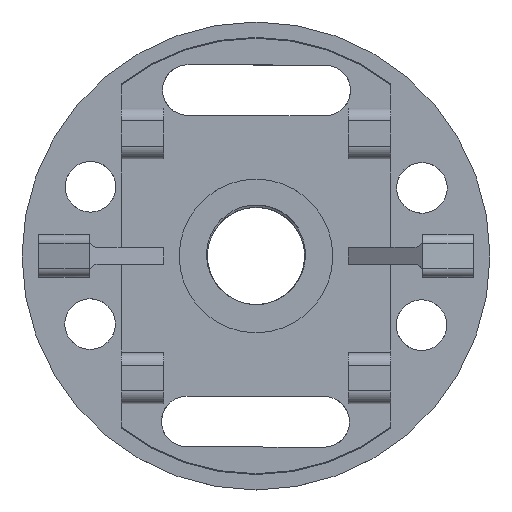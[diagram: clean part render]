
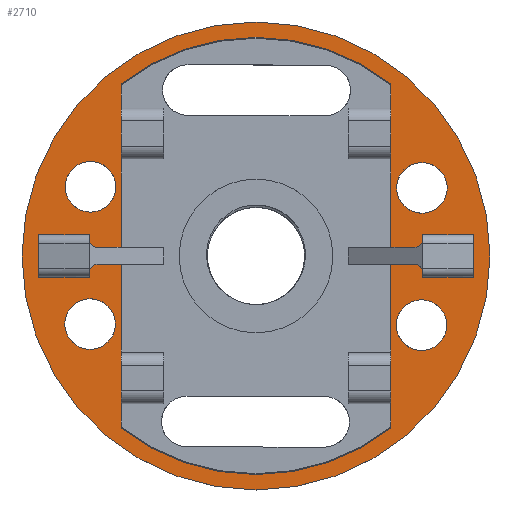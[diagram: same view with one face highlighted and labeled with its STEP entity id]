
A CAD part, top view. The second image highlights one B-rep face of the part: STEP entity #2710.
In plain terms, the highlighted planar face has unit normal (0, 0, 1).
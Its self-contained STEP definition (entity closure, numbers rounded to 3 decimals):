
#40=FACE_BOUND('',#385,.T.);
#41=FACE_BOUND('',#386,.T.);
#42=FACE_BOUND('',#387,.T.);
#43=FACE_BOUND('',#388,.T.);
#44=FACE_BOUND('',#389,.T.);
#73=PLANE('',#2967);
#226=FACE_OUTER_BOUND('',#384,.T.);
#384=EDGE_LOOP('',(#2131));
#385=EDGE_LOOP('',(#2132));
#386=EDGE_LOOP('',(#2133));
#387=EDGE_LOOP('',(#2134,#2135,#2136,#2137,#2138,#2139,#2140,#2141,#2142,
#2143,#2144,#2145,#2146,#2147,#2148,#2149,#2150,#2151,#2152,#2153,#2154,
#2155,#2156,#2157));
#388=EDGE_LOOP('',(#2158));
#389=EDGE_LOOP('',(#2159));
#523=CIRCLE('',#2877,6.);
#550=CIRCLE('',#2931,6.);
#553=CIRCLE('',#2935,6.);
#560=CIRCLE('',#2945,6.);
#568=CIRCLE('',#2968,55.45);
#569=CIRCLE('',#2969,2.);
#570=CIRCLE('',#2970,2.);
#571=CIRCLE('',#2971,51.8);
#572=CIRCLE('',#2972,2.);
#573=CIRCLE('',#2973,2.);
#574=CIRCLE('',#2974,51.8);
#759=LINE('',#5550,#951);
#760=LINE('',#5552,#952);
#761=LINE('',#5554,#953);
#762=LINE('',#5556,#954);
#763=LINE('',#5558,#955);
#764=LINE('',#5562,#956);
#765=LINE('',#5564,#957);
#766=LINE('',#5568,#958);
#767=LINE('',#5570,#959);
#768=LINE('',#5574,#960);
#769=LINE('',#5576,#961);
#770=LINE('',#5578,#962);
#771=LINE('',#5580,#963);
#772=LINE('',#5582,#964);
#773=LINE('',#5586,#965);
#774=LINE('',#5588,#966);
#775=LINE('',#5592,#967);
#776=LINE('',#5593,#968);
#951=VECTOR('',#3518,10.);
#952=VECTOR('',#3519,10.);
#953=VECTOR('',#3520,10.);
#954=VECTOR('',#3521,10.);
#955=VECTOR('',#3522,10.);
#956=VECTOR('',#3525,10.);
#957=VECTOR('',#3526,10.);
#958=VECTOR('',#3529,10.);
#959=VECTOR('',#3530,10.);
#960=VECTOR('',#3533,10.);
#961=VECTOR('',#3534,10.);
#962=VECTOR('',#3535,10.);
#963=VECTOR('',#3536,10.);
#964=VECTOR('',#3537,10.);
#965=VECTOR('',#3540,10.);
#966=VECTOR('',#3541,10.);
#967=VECTOR('',#3544,10.);
#968=VECTOR('',#3545,10.);
#1159=VERTEX_POINT('',#5001);
#1187=VERTEX_POINT('',#5195);
#1188=VERTEX_POINT('',#5201);
#1190=VERTEX_POINT('',#5215);
#1223=VERTEX_POINT('',#5544);
#1224=VERTEX_POINT('',#5546);
#1225=VERTEX_POINT('',#5547);
#1226=VERTEX_POINT('',#5549);
#1227=VERTEX_POINT('',#5551);
#1228=VERTEX_POINT('',#5553);
#1229=VERTEX_POINT('',#5555);
#1230=VERTEX_POINT('',#5557);
#1231=VERTEX_POINT('',#5559);
#1232=VERTEX_POINT('',#5561);
#1233=VERTEX_POINT('',#5563);
#1234=VERTEX_POINT('',#5565);
#1235=VERTEX_POINT('',#5567);
#1236=VERTEX_POINT('',#5569);
#1237=VERTEX_POINT('',#5571);
#1238=VERTEX_POINT('',#5573);
#1239=VERTEX_POINT('',#5575);
#1240=VERTEX_POINT('',#5577);
#1241=VERTEX_POINT('',#5579);
#1242=VERTEX_POINT('',#5581);
#1243=VERTEX_POINT('',#5583);
#1244=VERTEX_POINT('',#5585);
#1245=VERTEX_POINT('',#5587);
#1246=VERTEX_POINT('',#5589);
#1247=VERTEX_POINT('',#5591);
#1448=EDGE_CURVE('',#1159,#1159,#523,.T.);
#1509=EDGE_CURVE('',#1187,#1187,#550,.T.);
#1513=EDGE_CURVE('',#1188,#1188,#553,.T.);
#1522=EDGE_CURVE('',#1190,#1190,#560,.T.);
#1562=EDGE_CURVE('',#1223,#1223,#568,.T.);
#1563=EDGE_CURVE('',#1224,#1225,#569,.T.);
#1564=EDGE_CURVE('',#1226,#1225,#759,.T.);
#1565=EDGE_CURVE('',#1227,#1226,#760,.T.);
#1566=EDGE_CURVE('',#1228,#1227,#761,.T.);
#1567=EDGE_CURVE('',#1228,#1229,#762,.T.);
#1568=EDGE_CURVE('',#1230,#1229,#763,.T.);
#1569=EDGE_CURVE('',#1230,#1231,#570,.T.);
#1570=EDGE_CURVE('',#1231,#1232,#764,.T.);
#1571=EDGE_CURVE('',#1233,#1232,#765,.T.);
#1572=EDGE_CURVE('',#1234,#1233,#571,.T.);
#1573=EDGE_CURVE('',#1235,#1234,#766,.T.);
#1574=EDGE_CURVE('',#1235,#1236,#767,.T.);
#1575=EDGE_CURVE('',#1236,#1237,#572,.T.);
#1576=EDGE_CURVE('',#1238,#1237,#768,.T.);
#1577=EDGE_CURVE('',#1238,#1239,#769,.T.);
#1578=EDGE_CURVE('',#1240,#1239,#770,.T.);
#1579=EDGE_CURVE('',#1241,#1240,#771,.T.);
#1580=EDGE_CURVE('',#1242,#1241,#772,.T.);
#1581=EDGE_CURVE('',#1242,#1243,#573,.T.);
#1582=EDGE_CURVE('',#1243,#1244,#773,.T.);
#1583=EDGE_CURVE('',#1245,#1244,#774,.T.);
#1584=EDGE_CURVE('',#1246,#1245,#574,.T.);
#1585=EDGE_CURVE('',#1247,#1246,#775,.T.);
#1586=EDGE_CURVE('',#1247,#1224,#776,.T.);
#2131=ORIENTED_EDGE('',*,*,#1562,.F.);
#2132=ORIENTED_EDGE('',*,*,#1448,.F.);
#2133=ORIENTED_EDGE('',*,*,#1513,.F.);
#2134=ORIENTED_EDGE('',*,*,#1563,.T.);
#2135=ORIENTED_EDGE('',*,*,#1564,.F.);
#2136=ORIENTED_EDGE('',*,*,#1565,.F.);
#2137=ORIENTED_EDGE('',*,*,#1566,.F.);
#2138=ORIENTED_EDGE('',*,*,#1567,.T.);
#2139=ORIENTED_EDGE('',*,*,#1568,.F.);
#2140=ORIENTED_EDGE('',*,*,#1569,.T.);
#2141=ORIENTED_EDGE('',*,*,#1570,.T.);
#2142=ORIENTED_EDGE('',*,*,#1571,.F.);
#2143=ORIENTED_EDGE('',*,*,#1572,.F.);
#2144=ORIENTED_EDGE('',*,*,#1573,.F.);
#2145=ORIENTED_EDGE('',*,*,#1574,.T.);
#2146=ORIENTED_EDGE('',*,*,#1575,.T.);
#2147=ORIENTED_EDGE('',*,*,#1576,.F.);
#2148=ORIENTED_EDGE('',*,*,#1577,.T.);
#2149=ORIENTED_EDGE('',*,*,#1578,.F.);
#2150=ORIENTED_EDGE('',*,*,#1579,.F.);
#2151=ORIENTED_EDGE('',*,*,#1580,.F.);
#2152=ORIENTED_EDGE('',*,*,#1581,.T.);
#2153=ORIENTED_EDGE('',*,*,#1582,.T.);
#2154=ORIENTED_EDGE('',*,*,#1583,.F.);
#2155=ORIENTED_EDGE('',*,*,#1584,.F.);
#2156=ORIENTED_EDGE('',*,*,#1585,.F.);
#2157=ORIENTED_EDGE('',*,*,#1586,.T.);
#2158=ORIENTED_EDGE('',*,*,#1509,.F.);
#2159=ORIENTED_EDGE('',*,*,#1522,.F.);
#2710=ADVANCED_FACE('',(#226,#40,#41,#42,#43,#44),#73,.F.);
#2877=AXIS2_PLACEMENT_3D('',#5003,#3279,#3280);
#2931=AXIS2_PLACEMENT_3D('',#5197,#3407,#3408);
#2935=AXIS2_PLACEMENT_3D('',#5203,#3416,#3417);
#2945=AXIS2_PLACEMENT_3D('',#5217,#3438,#3439);
#2967=AXIS2_PLACEMENT_3D('',#5543,#3512,#3513);
#2968=AXIS2_PLACEMENT_3D('',#5545,#3514,#3515);
#2969=AXIS2_PLACEMENT_3D('',#5548,#3516,#3517);
#2970=AXIS2_PLACEMENT_3D('',#5560,#3523,#3524);
#2971=AXIS2_PLACEMENT_3D('',#5566,#3527,#3528);
#2972=AXIS2_PLACEMENT_3D('',#5572,#3531,#3532);
#2973=AXIS2_PLACEMENT_3D('',#5584,#3538,#3539);
#2974=AXIS2_PLACEMENT_3D('',#5590,#3542,#3543);
#3279=DIRECTION('center_axis',(0.,0.,1.));
#3280=DIRECTION('ref_axis',(-0.707,0.707,0.));
#3407=DIRECTION('center_axis',(0.,0.,1.));
#3408=DIRECTION('ref_axis',(0.,-1.,0.));
#3416=DIRECTION('center_axis',(0.,0.,1.));
#3417=DIRECTION('ref_axis',(0.707,-0.707,0.));
#3438=DIRECTION('center_axis',(0.,0.,1.));
#3439=DIRECTION('ref_axis',(0.,1.,0.));
#3512=DIRECTION('center_axis',(0.,0.,-1.));
#3513=DIRECTION('ref_axis',(-1.,0.,0.));
#3514=DIRECTION('center_axis',(0.,0.,-1.));
#3515=DIRECTION('ref_axis',(1.,0.,0.));
#3516=DIRECTION('center_axis',(0.,0.,1.));
#3517=DIRECTION('ref_axis',(0.707,-0.707,0.));
#3518=DIRECTION('',(0.,-1.,0.));
#3519=DIRECTION('',(-1.,0.,0.));
#3520=DIRECTION('',(0.,1.,0.));
#3521=DIRECTION('',(-1.,0.,0.));
#3522=DIRECTION('',(0.,-1.,0.));
#3523=DIRECTION('center_axis',(0.,0.,1.));
#3524=DIRECTION('ref_axis',(0.707,0.707,0.));
#3525=DIRECTION('',(-1.,0.,0.));
#3526=DIRECTION('',(0.,1.,0.));
#3527=DIRECTION('center_axis',(0.,0.,1.));
#3528=DIRECTION('ref_axis',(-1.,0.,0.));
#3529=DIRECTION('',(0.,-1.,0.));
#3530=DIRECTION('',(-1.,0.,0.));
#3531=DIRECTION('center_axis',(0.,0.,1.));
#3532=DIRECTION('ref_axis',(-0.707,0.707,0.));
#3533=DIRECTION('',(0.,1.,0.));
#3534=DIRECTION('',(-1.,0.,0.));
#3535=DIRECTION('',(0.,-1.,0.));
#3536=DIRECTION('',(-1.,0.,0.));
#3537=DIRECTION('',(0.,1.,0.));
#3538=DIRECTION('center_axis',(0.,0.,1.));
#3539=DIRECTION('ref_axis',(-0.707,-0.707,0.));
#3540=DIRECTION('',(1.,0.,0.));
#3541=DIRECTION('',(0.,-1.,0.));
#3542=DIRECTION('center_axis',(0.,0.,1.));
#3543=DIRECTION('ref_axis',(-1.,0.,0.));
#3544=DIRECTION('',(0.,1.,0.));
#3545=DIRECTION('',(1.,0.,0.));
#5001=CARTESIAN_POINT('',(213.556,-88.095,6.));
#5003=CARTESIAN_POINT('Origin',(209.313,-83.853,6.));
#5195=CARTESIAN_POINT('',(130.784,-77.619,6.));
#5197=CARTESIAN_POINT('Origin',(130.784,-83.619,6.));
#5201=CARTESIAN_POINT('',(126.444,-111.905,6.));
#5203=CARTESIAN_POINT('Origin',(130.687,-116.147,6.));
#5215=CARTESIAN_POINT('',(209.216,-122.381,6.));
#5217=CARTESIAN_POINT('Origin',(209.216,-116.381,6.));
#5543=CARTESIAN_POINT('Origin',(209.5,-105.,6.));
#5544=CARTESIAN_POINT('',(114.55,-100.,6.));
#5545=CARTESIAN_POINT('Origin',(170.,-100.,6.));
#5546=CARTESIAN_POINT('',(207.5,-98.,6.));
#5547=CARTESIAN_POINT('',(209.5,-96.,6.));
#5548=CARTESIAN_POINT('Origin',(207.5,-96.,6.));
#5549=CARTESIAN_POINT('',(209.5,-95.,6.));
#5550=CARTESIAN_POINT('',(209.5,-95.,6.));
#5551=CARTESIAN_POINT('',(221.5,-95.,6.));
#5552=CARTESIAN_POINT('',(221.5,-95.,6.));
#5553=CARTESIAN_POINT('',(221.5,-105.,6.));
#5554=CARTESIAN_POINT('',(221.5,-100.,6.));
#5555=CARTESIAN_POINT('',(209.5,-105.,6.));
#5556=CARTESIAN_POINT('',(187.85,-105.,6.));
#5557=CARTESIAN_POINT('',(209.5,-104.,6.));
#5558=CARTESIAN_POINT('',(209.5,-100.,6.));
#5559=CARTESIAN_POINT('',(207.5,-102.,6.));
#5560=CARTESIAN_POINT('Origin',(207.5,-104.,6.));
#5561=CARTESIAN_POINT('',(201.9,-102.,6.));
#5562=CARTESIAN_POINT('',(207.6,-102.,6.));
#5563=CARTESIAN_POINT('',(201.9,-140.812,6.));
#5564=CARTESIAN_POINT('',(201.9,-100.,6.));
#5565=CARTESIAN_POINT('',(138.1,-140.812,6.));
#5566=CARTESIAN_POINT('Origin',(170.,-100.,6.));
#5567=CARTESIAN_POINT('',(138.1,-102.,6.));
#5568=CARTESIAN_POINT('',(138.1,-100.,6.));
#5569=CARTESIAN_POINT('',(132.5,-102.,6.));
#5570=CARTESIAN_POINT('',(171.9,-102.,6.));
#5571=CARTESIAN_POINT('',(130.5,-104.,6.));
#5572=CARTESIAN_POINT('Origin',(132.5,-104.,6.));
#5573=CARTESIAN_POINT('',(130.5,-105.,6.));
#5574=CARTESIAN_POINT('',(130.5,-105.,6.));
#5575=CARTESIAN_POINT('',(118.5,-105.,6.));
#5576=CARTESIAN_POINT('',(152.15,-105.,6.));
#5577=CARTESIAN_POINT('',(118.5,-95.,6.));
#5578=CARTESIAN_POINT('',(118.5,-100.,6.));
#5579=CARTESIAN_POINT('',(130.5,-95.,6.));
#5580=CARTESIAN_POINT('',(118.5,-95.,6.));
#5581=CARTESIAN_POINT('',(130.5,-96.,6.));
#5582=CARTESIAN_POINT('',(130.5,-100.,6.));
#5583=CARTESIAN_POINT('',(132.5,-98.,6.));
#5584=CARTESIAN_POINT('Origin',(132.5,-96.,6.));
#5585=CARTESIAN_POINT('',(138.1,-98.,6.));
#5586=CARTESIAN_POINT('',(132.4,-98.,6.));
#5587=CARTESIAN_POINT('',(138.1,-59.188,6.));
#5588=CARTESIAN_POINT('',(138.1,-100.,6.));
#5589=CARTESIAN_POINT('',(201.9,-59.188,6.));
#5590=CARTESIAN_POINT('Origin',(170.,-100.,6.));
#5591=CARTESIAN_POINT('',(201.9,-98.,6.));
#5592=CARTESIAN_POINT('',(201.9,-100.,6.));
#5593=CARTESIAN_POINT('',(187.85,-98.,6.));
